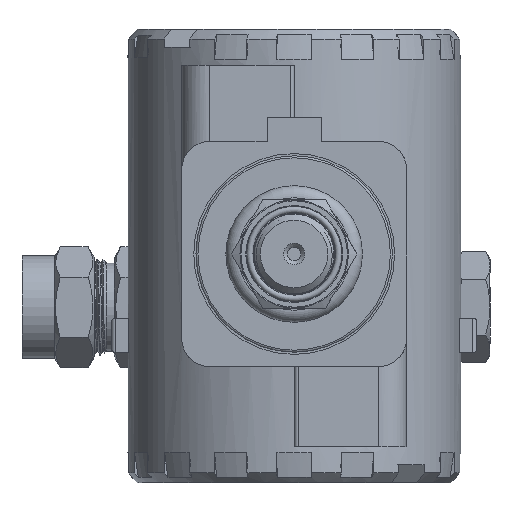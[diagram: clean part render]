
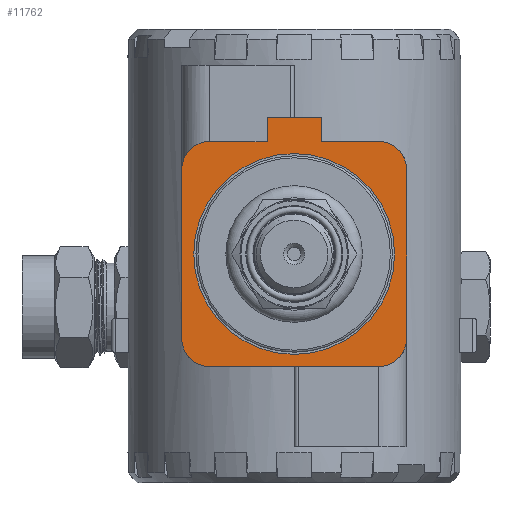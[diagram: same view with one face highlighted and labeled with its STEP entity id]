
A CAD part, front view. The second image highlights one B-rep face of the part: STEP entity #11762.
In plain terms, the highlighted planar face has unit normal (0, -1, 0).
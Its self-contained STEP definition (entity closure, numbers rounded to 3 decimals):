
#988=LINE('',#23304,#1925);
#992=LINE('',#23313,#1929);
#995=LINE('',#23321,#1932);
#997=LINE('',#23325,#1934);
#999=LINE('',#23329,#1936);
#1001=LINE('',#23333,#1938);
#1004=LINE('',#23338,#1941);
#1006=LINE('',#23344,#1943);
#1925=VECTOR('',#14172,1.);
#1929=VECTOR('',#14182,1.);
#1932=VECTOR('',#14191,1.);
#1934=VECTOR('',#14195,1.);
#1936=VECTOR('',#14199,1.);
#1938=VECTOR('',#14203,1.);
#1941=VECTOR('',#14208,1.);
#1943=VECTOR('',#14216,1.);
#2846=FACE_BOUND('',#3723,.T.);
#3033=FACE_OUTER_BOUND('',#3722,.T.);
#3722=EDGE_LOOP('',(#8513,#8514,#8515,#8516,#8517,#8518,#8519,#8520,#8521,
#8522,#8523,#8524));
#3723=EDGE_LOOP('',(#8525));
#4479=CIRCLE('',#12701,7.);
#4480=CIRCLE('',#12704,7.);
#4481=CIRCLE('',#12707,7.);
#4482=CIRCLE('',#12714,7.);
#4484=CIRCLE('',#12720,25.);
#4983=VERTEX_POINT('',#23297);
#4984=VERTEX_POINT('',#23299);
#4985=VERTEX_POINT('',#23303);
#4986=VERTEX_POINT('',#23307);
#4987=VERTEX_POINT('',#23312);
#4988=VERTEX_POINT('',#23316);
#4989=VERTEX_POINT('',#23320);
#4990=VERTEX_POINT('',#23324);
#4991=VERTEX_POINT('',#23328);
#4992=VERTEX_POINT('',#23332);
#4993=VERTEX_POINT('',#23336);
#4994=VERTEX_POINT('',#23340);
#4999=VERTEX_POINT('',#23446);
#6319=EDGE_CURVE('',#4983,#4984,#4479,.F.);
#6321=EDGE_CURVE('',#4985,#4984,#988,.T.);
#6323=EDGE_CURVE('',#4985,#4986,#4480,.F.);
#6326=EDGE_CURVE('',#4987,#4986,#992,.F.);
#6328=EDGE_CURVE('',#4987,#4988,#4481,.F.);
#6330=EDGE_CURVE('',#4989,#4988,#995,.T.);
#6332=EDGE_CURVE('',#4989,#4990,#997,.T.);
#6334=EDGE_CURVE('',#4990,#4991,#999,.F.);
#6336=EDGE_CURVE('',#4992,#4991,#1001,.T.);
#6339=EDGE_CURVE('',#4993,#4992,#1004,.T.);
#6340=EDGE_CURVE('',#4993,#4994,#4482,.F.);
#6342=EDGE_CURVE('',#4983,#4994,#1006,.F.);
#6351=EDGE_CURVE('',#4999,#4999,#4484,.T.);
#8513=ORIENTED_EDGE('',*,*,#6342,.T.);
#8514=ORIENTED_EDGE('',*,*,#6340,.F.);
#8515=ORIENTED_EDGE('',*,*,#6339,.T.);
#8516=ORIENTED_EDGE('',*,*,#6336,.T.);
#8517=ORIENTED_EDGE('',*,*,#6334,.F.);
#8518=ORIENTED_EDGE('',*,*,#6332,.F.);
#8519=ORIENTED_EDGE('',*,*,#6330,.T.);
#8520=ORIENTED_EDGE('',*,*,#6328,.F.);
#8521=ORIENTED_EDGE('',*,*,#6326,.T.);
#8522=ORIENTED_EDGE('',*,*,#6323,.F.);
#8523=ORIENTED_EDGE('',*,*,#6321,.T.);
#8524=ORIENTED_EDGE('',*,*,#6319,.F.);
#8525=ORIENTED_EDGE('',*,*,#6351,.F.);
#11348=PLANE('',#12719);
#11762=ADVANCED_FACE('',(#3033,#2846),#11348,.T.);
#12701=AXIS2_PLACEMENT_3D('',#23300,#14167,#14168);
#12704=AXIS2_PLACEMENT_3D('',#23308,#14176,#14177);
#12707=AXIS2_PLACEMENT_3D('',#23317,#14186,#14187);
#12714=AXIS2_PLACEMENT_3D('',#23341,#14211,#14212);
#12719=AXIS2_PLACEMENT_3D('',#23445,#14225,#14226);
#12720=AXIS2_PLACEMENT_3D('',#23447,#14227,#14228);
#14167=DIRECTION('center_axis',(0.,-1.,0.));
#14168=DIRECTION('ref_axis',(0.,0.,1.));
#14172=DIRECTION('',(0.,0.,1.));
#14176=DIRECTION('center_axis',(0.,-1.,0.));
#14177=DIRECTION('ref_axis',(0.,0.,1.));
#14182=DIRECTION('',(-1.,0.,0.));
#14186=DIRECTION('center_axis',(0.,-1.,0.));
#14187=DIRECTION('ref_axis',(0.,0.,1.));
#14191=DIRECTION('',(0.,0.,-1.));
#14195=DIRECTION('',(-1.,0.,0.));
#14199=DIRECTION('',(0.,0.,-1.));
#14203=DIRECTION('',(-1.,0.,0.));
#14208=DIRECTION('',(0.,0.,-1.));
#14211=DIRECTION('center_axis',(0.,-1.,0.));
#14212=DIRECTION('ref_axis',(0.,0.,1.));
#14216=DIRECTION('',(1.,0.,0.));
#14225=DIRECTION('center_axis',(0.,-1.,0.));
#14226=DIRECTION('ref_axis',(1.,0.,0.));
#14227=DIRECTION('center_axis',(0.,-1.,0.));
#14228=DIRECTION('ref_axis',(0.,0.,1.));
#23297=CARTESIAN_POINT('',(68.,-54.5,28.));
#23299=CARTESIAN_POINT('',(75.,-54.5,21.));
#23300=CARTESIAN_POINT('Origin',(68.,-54.5,21.));
#23303=CARTESIAN_POINT('',(75.,-54.5,-21.));
#23304=CARTESIAN_POINT('',(75.,-54.5,0.));
#23307=CARTESIAN_POINT('',(68.,-54.5,-28.));
#23308=CARTESIAN_POINT('Origin',(68.,-54.5,-21.));
#23312=CARTESIAN_POINT('',(26.,-54.5,-28.));
#23313=CARTESIAN_POINT('',(47.,-54.5,-28.));
#23316=CARTESIAN_POINT('',(19.,-54.5,-21.));
#23317=CARTESIAN_POINT('Origin',(26.,-54.5,-21.));
#23320=CARTESIAN_POINT('',(19.,-54.5,-6.75));
#23321=CARTESIAN_POINT('',(19.,-54.5,-13.875));
#23324=CARTESIAN_POINT('',(13.,-54.5,-6.75));
#23325=CARTESIAN_POINT('',(16.,-54.5,-6.75));
#23328=CARTESIAN_POINT('',(13.,-54.5,6.75));
#23329=CARTESIAN_POINT('',(13.,-54.5,0.));
#23332=CARTESIAN_POINT('',(19.,-54.5,6.75));
#23333=CARTESIAN_POINT('',(16.,-54.5,6.75));
#23336=CARTESIAN_POINT('',(19.,-54.5,21.));
#23338=CARTESIAN_POINT('',(19.,-54.5,13.875));
#23340=CARTESIAN_POINT('',(26.,-54.5,28.));
#23341=CARTESIAN_POINT('Origin',(26.,-54.5,21.));
#23344=CARTESIAN_POINT('',(47.,-54.5,28.));
#23445=CARTESIAN_POINT('Origin',(0.,-54.5,0.));
#23446=CARTESIAN_POINT('',(22.,-54.5,0.));
#23447=CARTESIAN_POINT('Origin',(47.,-54.5,0.));
